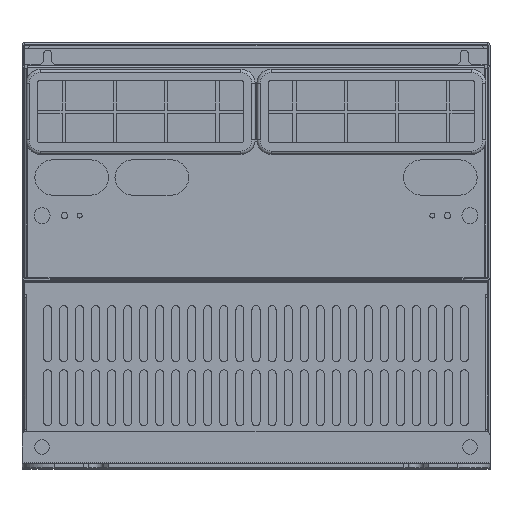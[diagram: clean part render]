
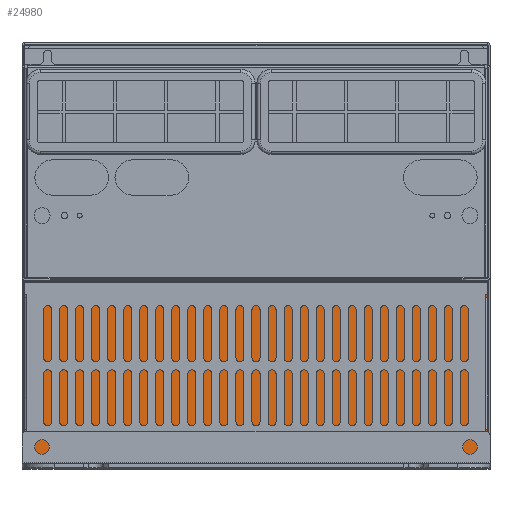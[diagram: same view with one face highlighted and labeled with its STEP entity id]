
A CAD part, top view. The second image highlights one B-rep face of the part: STEP entity #24980.
In plain terms, the highlighted planar face has unit normal (0, 0, 1).
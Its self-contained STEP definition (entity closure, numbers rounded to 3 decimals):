
#128 = CARTESIAN_POINT ( 'NONE',  ( -144.6, -75.5, 220. ) ) ;
#254 = VECTOR ( 'NONE', #14075, 1000. ) ;
#338 = VECTOR ( 'NONE', #47329, 1000. ) ;
#696 = LINE ( 'NONE', #46850, #338 ) ;
#840 = CARTESIAN_POINT ( 'NONE',  ( -143.4, 6.5, 220. ) ) ;
#2045 = VERTEX_POINT ( 'NONE', #23137 ) ;
#2366 = VECTOR ( 'NONE', #32649, 1000. ) ;
#3405 = CARTESIAN_POINT ( 'NONE',  ( 144.6, 161.676, 220. ) ) ;
#3582 = VERTEX_POINT ( 'NONE', #16638 ) ;
#5400 = CARTESIAN_POINT ( 'NONE',  ( 144.6, 161.676, 220. ) ) ;
#5447 = CARTESIAN_POINT ( 'NONE',  ( 144.6, 16.3, 220. ) ) ;
#5658 = ORIENTED_EDGE ( 'NONE', *, *, #38509, .T. ) ;
#6999 = CARTESIAN_POINT ( 'NONE',  ( -143.678, 6.5, 220. ) ) ;
#7814 = VERTEX_POINT ( 'NONE', #47508 ) ;
#8973 = DIRECTION ( 'NONE',  ( -1., 0., 0. ) ) ;
#9003 = LINE ( 'NONE', #24420, #18338 ) ;
#9282 = ORIENTED_EDGE ( 'NONE', *, *, #35462, .T. ) ;
#9764 = EDGE_CURVE ( 'NONE', #17732, #3582, #25463, .T. ) ;
#10405 = EDGE_CURVE ( 'NONE', #28701, #32723, #15773, .T. ) ;
#10958 = LINE ( 'NONE', #3405, #46007 ) ;
#11030 = AXIS2_PLACEMENT_3D ( 'NONE', #39329, #15670, #30815 ) ;
#11634 = FACE_OUTER_BOUND ( 'NONE', #37568, .T. ) ;
#12535 = VERTEX_POINT ( 'NONE', #42378 ) ;
#13279 = LINE ( 'NONE', #43516, #19535 ) ;
#14006 = VECTOR ( 'NONE', #48460, 1000. ) ;
#14075 = DIRECTION ( 'NONE',  ( 0., 1., 0. ) ) ;
#14211 = VECTOR ( 'NONE', #26520, 1000. ) ;
#14258 = EDGE_CURVE ( 'NONE', #17940, #12535, #696, .T. ) ;
#14376 = EDGE_CURVE ( 'NONE', #32723, #39804, #21136, .T. ) ;
#14545 = EDGE_CURVE ( 'NONE', #31056, #39804, #42281, .T. ) ;
#14568 = CARTESIAN_POINT ( 'NONE',  ( -144.6, 161.676, 220. ) ) ;
#14672 = LINE ( 'NONE', #21487, #14211 ) ;
#15670 = DIRECTION ( 'NONE',  ( 0., 0., -1. ) ) ;
#15773 = LINE ( 'NONE', #31173, #14006 ) ;
#15853 = ORIENTED_EDGE ( 'NONE', *, *, #10405, .F. ) ;
#16638 = CARTESIAN_POINT ( 'NONE',  ( 144.6, -96., 220. ) ) ;
#16933 = EDGE_CURVE ( 'NONE', #2045, #17940, #14672, .T. ) ;
#17016 = CARTESIAN_POINT ( 'NONE',  ( -144.6, -96., 220. ) ) ;
#17732 = VERTEX_POINT ( 'NONE', #17016 ) ;
#17940 = VERTEX_POINT ( 'NONE', #23061 ) ;
#18107 = DIRECTION ( 'NONE',  ( 0., -1., 0. ) ) ;
#18328 = VERTEX_POINT ( 'NONE', #20180 ) ;
#18338 = VECTOR ( 'NONE', #35997, 1000. ) ;
#18604 = LINE ( 'NONE', #14568, #27606 ) ;
#19535 = VECTOR ( 'NONE', #32178, 1000. ) ;
#20180 = CARTESIAN_POINT ( 'NONE',  ( 144.6, -75.5, 220. ) ) ;
#20350 = LINE ( 'NONE', #31702, #41117 ) ;
#21136 = LINE ( 'NONE', #37016, #254 ) ;
#21425 = ORIENTED_EDGE ( 'NONE', *, *, #23084, .T. ) ;
#21487 = CARTESIAN_POINT ( 'NONE',  ( 144., 6.5, 220. ) ) ;
#21594 = VERTEX_POINT ( 'NONE', #5447 ) ;
#22424 = CARTESIAN_POINT ( 'NONE',  ( -144.6, -96., 220. ) ) ;
#23061 = CARTESIAN_POINT ( 'NONE',  ( 143.4, 6.5, 220. ) ) ;
#23084 = EDGE_CURVE ( 'NONE', #28701, #17732, #18604, .T. ) ;
#23137 = CARTESIAN_POINT ( 'NONE',  ( 144.6, 6.5, 220. ) ) ;
#24420 = CARTESIAN_POINT ( 'NONE',  ( -144.6, 161.676, 220. ) ) ;
#24943 = ORIENTED_EDGE ( 'NONE', *, *, #31962, .F. ) ;
#24980 = ADVANCED_FACE ( 'NONE', ( #11634 ), #35066, .F. ) ;
#25463 = LINE ( 'NONE', #22424, #34098 ) ;
#26520 = DIRECTION ( 'NONE',  ( -1., 0., 0. ) ) ;
#27032 = ORIENTED_EDGE ( 'NONE', *, *, #34420, .T. ) ;
#27606 = VECTOR ( 'NONE', #18107, 1000. ) ;
#28701 = VERTEX_POINT ( 'NONE', #128 ) ;
#30108 = ORIENTED_EDGE ( 'NONE', *, *, #14376, .F. ) ;
#30815 = DIRECTION ( 'NONE',  ( -1., 0., 0. ) ) ;
#31056 = VERTEX_POINT ( 'NONE', #45869 ) ;
#31173 = CARTESIAN_POINT ( 'NONE',  ( -144., -75.5, 220. ) ) ;
#31280 = ORIENTED_EDGE ( 'NONE', *, *, #9764, .T. ) ;
#31702 = CARTESIAN_POINT ( 'NONE',  ( 144.6, 16.3, 220. ) ) ;
#31962 = EDGE_CURVE ( 'NONE', #18328, #3582, #48766, .T. ) ;
#32178 = DIRECTION ( 'NONE',  ( -1., 0., 0. ) ) ;
#32649 = DIRECTION ( 'NONE',  ( 0., -1., 0. ) ) ;
#32723 = VERTEX_POINT ( 'NONE', #44089 ) ;
#32813 = ORIENTED_EDGE ( 'NONE', *, *, #14258, .F. ) ;
#33358 = EDGE_CURVE ( 'NONE', #21594, #2045, #10958, .T. ) ;
#34098 = VECTOR ( 'NONE', #41067, 1000. ) ;
#34233 = DIRECTION ( 'NONE',  ( 1., 0., 0. ) ) ;
#34420 = EDGE_CURVE ( 'NONE', #7814, #31056, #9003, .T. ) ;
#35066 = PLANE ( 'NONE',  #11030 ) ;
#35462 = EDGE_CURVE ( 'NONE', #21594, #7814, #20350, .T. ) ;
#35997 = DIRECTION ( 'NONE',  ( 0., -1., 0. ) ) ;
#37016 = CARTESIAN_POINT ( 'NONE',  ( -143.4, -75.5, 220. ) ) ;
#37568 = EDGE_LOOP ( 'NONE', ( #27032, #38524, #30108, #15853, #21425, #31280, #24943, #5658, #32813, #47248, #49429, #9282 ) ) ;
#38509 = EDGE_CURVE ( 'NONE', #18328, #12535, #13279, .T. ) ;
#38524 = ORIENTED_EDGE ( 'NONE', *, *, #14545, .T. ) ;
#38918 = VECTOR ( 'NONE', #34233, 1000. ) ;
#39329 = CARTESIAN_POINT ( 'NONE',  ( -144.6, 161.676, 220. ) ) ;
#39804 = VERTEX_POINT ( 'NONE', #840 ) ;
#41067 = DIRECTION ( 'NONE',  ( 1., 0., 0. ) ) ;
#41117 = VECTOR ( 'NONE', #8973, 1000. ) ;
#42281 = LINE ( 'NONE', #6999, #38918 ) ;
#42378 = CARTESIAN_POINT ( 'NONE',  ( 143.4, -75.5, 220. ) ) ;
#43516 = CARTESIAN_POINT ( 'NONE',  ( 143.678, -75.5, 220. ) ) ;
#44089 = CARTESIAN_POINT ( 'NONE',  ( -143.4, -75.5, 220. ) ) ;
#45869 = CARTESIAN_POINT ( 'NONE',  ( -144.6, 6.5, 220. ) ) ;
#46007 = VECTOR ( 'NONE', #46251, 1000. ) ;
#46251 = DIRECTION ( 'NONE',  ( 0., -1., 0. ) ) ;
#46850 = CARTESIAN_POINT ( 'NONE',  ( 143.4, 6.5, 220. ) ) ;
#47248 = ORIENTED_EDGE ( 'NONE', *, *, #16933, .F. ) ;
#47329 = DIRECTION ( 'NONE',  ( 0., -1., 0. ) ) ;
#47508 = CARTESIAN_POINT ( 'NONE',  ( -144.6, 16.3, 220. ) ) ;
#48460 = DIRECTION ( 'NONE',  ( 1., 0., 0. ) ) ;
#48766 = LINE ( 'NONE', #5400, #2366 ) ;
#49429 = ORIENTED_EDGE ( 'NONE', *, *, #33358, .F. ) ;
